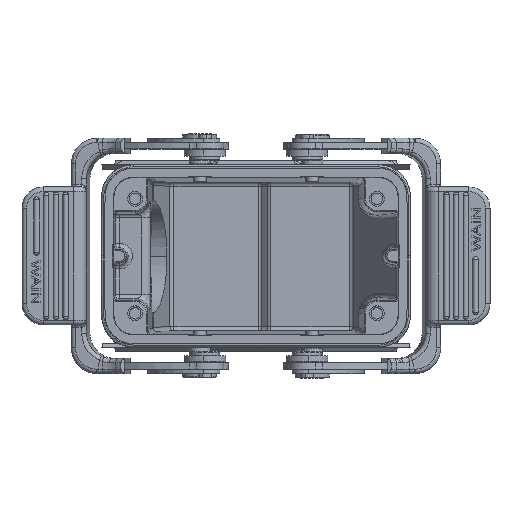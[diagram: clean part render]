
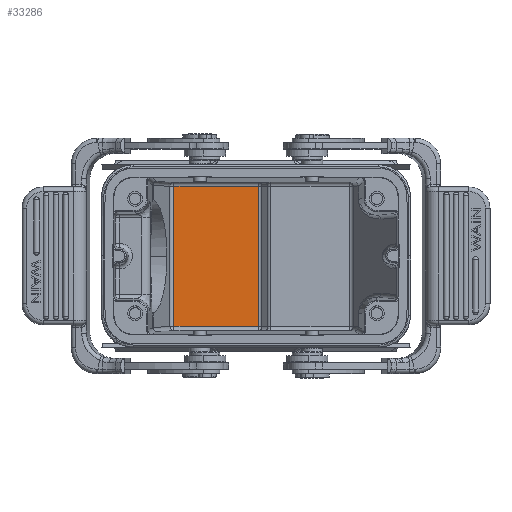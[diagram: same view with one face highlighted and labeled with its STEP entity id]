
A CAD part, top view. The second image highlights one B-rep face of the part: STEP entity #33286.
In plain terms, the highlighted planar face has unit normal (0, 0, 1).
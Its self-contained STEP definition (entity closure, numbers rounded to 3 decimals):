
#4354=DIRECTION('',(1.,0.,0.));
#4355=VECTOR('',#4354,20.018);
#4356=CARTESIAN_POINT('',(-19.341,-16.508,-67.));
#4357=LINE('',#4356,#4355);
#4362=DIRECTION('',(0.,-1.,0.));
#4363=VECTOR('',#4362,33.017);
#4364=CARTESIAN_POINT('',(0.678,16.508,-67.));
#4365=LINE('',#4364,#4363);
#4370=DIRECTION('',(0.,-1.,0.));
#4371=VECTOR('',#4370,33.017);
#4372=CARTESIAN_POINT('',(-19.341,16.508,-67.));
#4373=LINE('',#4372,#4371);
#4411=DIRECTION('',(-1.,0.,0.));
#4412=VECTOR('',#4411,20.018);
#4413=CARTESIAN_POINT('',(0.678,16.508,-67.));
#4414=LINE('',#4413,#4412);
#23193=CARTESIAN_POINT('',(0.678,16.508,-67.));
#23194=VERTEX_POINT('',#23193);
#23195=CARTESIAN_POINT('',(0.678,-16.508,-67.));
#23196=VERTEX_POINT('',#23195);
#23197=CARTESIAN_POINT('',(-19.341,-16.508,-67.));
#23198=VERTEX_POINT('',#23197);
#23199=CARTESIAN_POINT('',(-19.341,16.508,-67.));
#23200=VERTEX_POINT('',#23199);
#33273=CARTESIAN_POINT('',(1.092,-18.5,-67.));
#33274=DIRECTION('',(0.,0.,-1.));
#33275=DIRECTION('',(-1.,0.,0.));
#33276=AXIS2_PLACEMENT_3D('',#33273,#33274,#33275);
#33277=PLANE('',#33276);
#33278=ORIENTED_EDGE('',*,*,#33240,.T.);
#33279=ORIENTED_EDGE('',*,*,#33264,.F.);
#33281=ORIENTED_EDGE('',*,*,#33280,.F.);
#33283=ORIENTED_EDGE('',*,*,#33282,.F.);
#33284=EDGE_LOOP('',(#33278,#33279,#33281,#33283));
#33285=FACE_OUTER_BOUND('',#33284,.F.);
#33286=ADVANCED_FACE('',(#33285),#33277,.F.);
#33240=EDGE_CURVE('',#23194,#23196,#4365,.T.);
#33264=EDGE_CURVE('',#23198,#23196,#4357,.T.);
#33280=EDGE_CURVE('',#23200,#23198,#4373,.T.);
#33282=EDGE_CURVE('',#23194,#23200,#4414,.T.);
